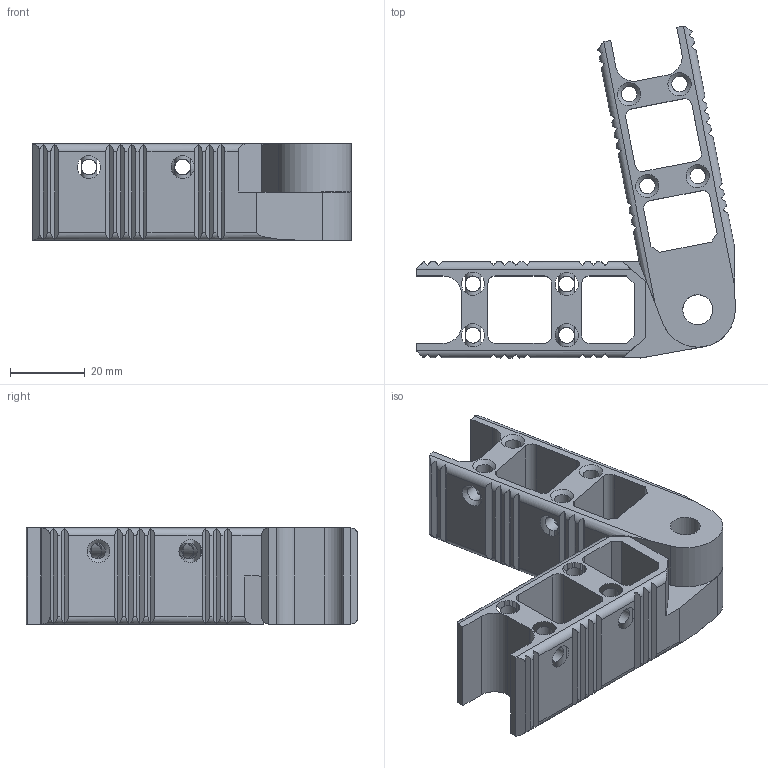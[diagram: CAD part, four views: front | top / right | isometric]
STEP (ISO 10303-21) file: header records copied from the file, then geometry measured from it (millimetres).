
FILE_DESCRIPTION(/* description */ ('GIUNZIONE PROFILI 2 VIE DA 30 ORIENT.'),/* implementation_level */ '2;1');
FILE_NAME(/* name */ 'DGIPD0000221.stp',/* time_stamp */ '2019-12-16T10:53:01+01:00',/* author */ ('fzagni'),/* organization */ (''),/* preprocessor_version */ 'ST-DEVELOPER v17.2',/* originating_system */ 'Autodesk Inventor 2019',/* authorisation */ '');
FILE_SCHEMA (('AUTOMOTIVE_DESIGN { 1 0 10303 214 3 1 1 }'));
Length unit declared in the file: millimetre
Products named in the file (3): DGIPD0000221; 440000012777; 440000012778
Assembly tree (2 placements, depth 2):
  DGIPD0000221
    440000012777
    440000012778
Bounding box: 85 x 88.56 x 25.7 mm (x, y, z)
Volume: 46149.9 mm3; surface area: 25893.7 mm2
Topology: 2 solids, 2 shells, 235 faces, 745 edges, 500 vertices
Faces by surface type: plane 158, cylinder 52, cone 25
Full cylindrical faces by diameter (mm): 4.2 x22, 8 x2
Entity records: 9020 total; most frequent: CARTESIAN_POINT 1891, DIRECTION 1561, ORIENTED_EDGE 1490, EDGE_CURVE 745, AXIS2_PLACEMENT_3D 586, VERTEX_POINT 500, LINE 389, VECTOR 389
